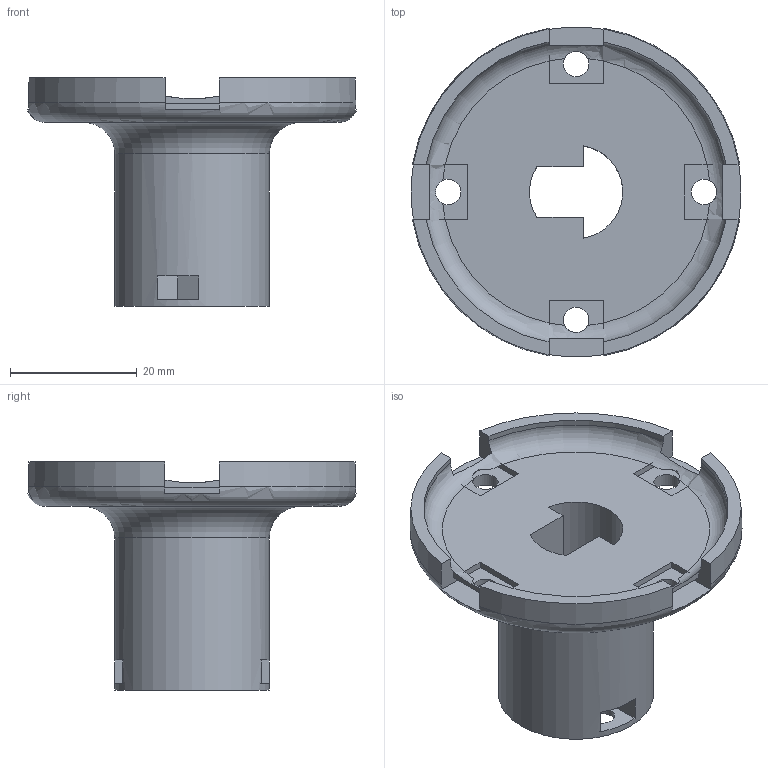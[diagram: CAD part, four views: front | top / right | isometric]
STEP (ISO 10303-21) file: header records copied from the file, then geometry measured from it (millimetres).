
FILE_DESCRIPTION(/* description */ ('STEP AP242','CAx-IF Rec.Pracs.---Representation and Presentation of Product Manufacturing Information (PMI)---4.0---2014-10-13','CAx-IF Rec.Pracs.---3D Tessellated Geometry---0.4---2014-09-14','2;1'),/* implementation_level */ '2;1');
FILE_NAME(/* name */ '6848fb1557f05c3877b78bbb',/* time_stamp */ '2025-06-11T03:42:13Z',/* author */ (''),/* organization */ (''),/* preprocessor_version */ 'ST-DEVELOPER v20',/* originating_system */ 'ONSHAPE BY PTC INC, 1.199',/* authorisation */ ' ');
FILE_SCHEMA (('AP242_MANAGED_MODEL_BASED_3D_ENGINEERING_MIM_LF { 1 0 10303 442 1 1 4 }'));
Length unit declared in the file: metre
Products named in the file (1): Arm
Bounding box: 52.02 x 51.98 x 36 mm (x, y, z)
Volume: 16216.4 mm3; surface area: 9523.8 mm2
Topology: 1 solids, 1 shells, 75 faces, 223 edges, 147 vertices
Faces by surface type: plane 49, cylinder 15, cone 8, torus 3
Full cylindrical faces by diameter (mm): 4 x8, 24.4 x1
Entity records: 2520 total; most frequent: CARTESIAN_POINT 556, ORIENTED_EDGE 408, DIRECTION 380, EDGE_CURVE 204, VERTEX_POINT 140, AXIS2_PLACEMENT_3D 140, EDGE_LOOP 106, FACE_BOUND 106
